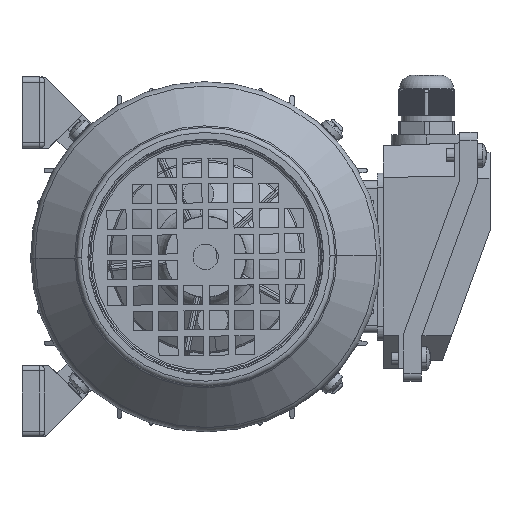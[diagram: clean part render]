
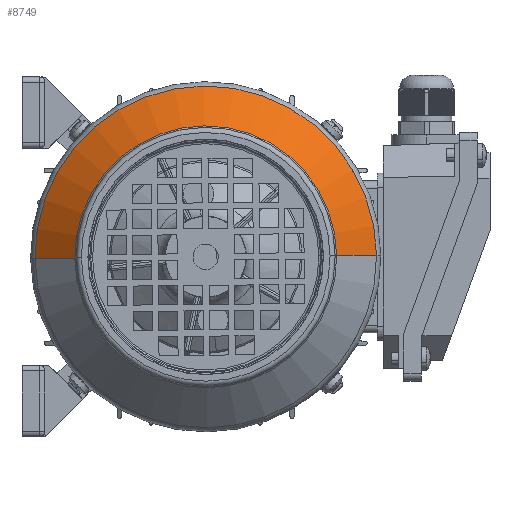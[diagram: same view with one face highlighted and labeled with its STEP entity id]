
A CAD part, left-side view. The second image highlights one B-rep face of the part: STEP entity #8749.
In plain terms, the highlighted conical face has half-angle 45 degrees and reference radius 51.586 mm.
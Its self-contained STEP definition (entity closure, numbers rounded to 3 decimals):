
#8746 = EDGE_CURVE ( 'NONE', #67795, #58567, #71345, .T. ) ;
#8749 = ADVANCED_FACE ( 'NONE', ( #71336 ), #71442, .T. ) ;
#8750 = EDGE_LOOP ( 'NONE', ( #8753, #8754, #8755, #8756 ) ) ;
#8753 = ORIENTED_EDGE ( 'NONE', *, *, #67794, .F. ) ;
#8754 = ORIENTED_EDGE ( 'NONE', *, *, #58435, .T. ) ;
#8755 = ORIENTED_EDGE ( 'NONE', *, *, #58461, .T. ) ;
#8756 = ORIENTED_EDGE ( 'NONE', *, *, #8746, .F. ) ;
#18903 = CARTESIAN_POINT ( 'NONE',  ( 53.713, 0., -67.287 ) ) ;
#18904 = DIRECTION ( 'NONE',  ( -0.707, 0., -0.707 ) ) ;
#18905 = VECTOR ( 'NONE', #18904, 1000. ) ;
#18906 = CARTESIAN_POINT ( 'NONE',  ( 69.414, 0., -51.586 ) ) ;
#18907 = LINE ( 'NONE', #18906, #18905 ) ;
#18915 = CARTESIAN_POINT ( 'NONE',  ( 69.414, 0., -51.586 ) ) ;
#47598 = CARTESIAN_POINT ( 'NONE',  ( 69.414, 0., 51.586 ) ) ;
#47614 = DIRECTION ( 'NONE',  ( 0., 0., 1. ) ) ;
#47617 = DIRECTION ( 'NONE',  ( -1., 0., 0. ) ) ;
#47619 = CARTESIAN_POINT ( 'NONE',  ( 69.414, 0., 0. ) ) ;
#47620 = AXIS2_PLACEMENT_3D ( 'NONE', #47619, #47617, #47614 ) ;
#47621 = CIRCLE ( 'NONE', #47620, 51.586 ) ;
#47799 = DIRECTION ( 'NONE',  ( -0.707, 0., 0.707 ) ) ;
#47800 = VECTOR ( 'NONE', #47799, 1000. ) ;
#47801 = CARTESIAN_POINT ( 'NONE',  ( 69.414, 0., 51.586 ) ) ;
#47802 = LINE ( 'NONE', #47801, #47800 ) ;
#48470 = CARTESIAN_POINT ( 'NONE',  ( 53.713, 0., 67.287 ) ) ;
#58435 = EDGE_CURVE ( 'NONE', #67830, #58437, #47621, .T. ) ;
#58437 = VERTEX_POINT ( 'NONE', #47598 ) ;
#58461 = EDGE_CURVE ( 'NONE', #58437, #58567, #47802, .T. ) ;
#58567 = VERTEX_POINT ( 'NONE', #48470 ) ;
#67794 = EDGE_CURVE ( 'NONE', #67830, #67795, #18907, .T. ) ;
#67795 = VERTEX_POINT ( 'NONE', #18903 ) ;
#67830 = VERTEX_POINT ( 'NONE', #18915 ) ;
#71336 = FACE_OUTER_BOUND ( 'NONE', #8750, .T. ) ;
#71338 = DIRECTION ( 'NONE',  ( 0., 0., 1. ) ) ;
#71340 = DIRECTION ( 'NONE',  ( -1., 0., 0. ) ) ;
#71341 = CARTESIAN_POINT ( 'NONE',  ( 53.713, 0., 0. ) ) ;
#71343 = AXIS2_PLACEMENT_3D ( 'NONE', #71341, #71340, #71338 ) ;
#71345 = CIRCLE ( 'NONE', #71343, 67.287 ) ;
#71435 = DIRECTION ( 'NONE',  ( 0., 0., 1. ) ) ;
#71437 = DIRECTION ( 'NONE',  ( -1., 0., 0. ) ) ;
#71439 = CARTESIAN_POINT ( 'NONE',  ( 69.414, 0., 0. ) ) ;
#71441 = AXIS2_PLACEMENT_3D ( 'NONE', #71439, #71437, #71435 ) ;
#71442 = CONICAL_SURFACE ( 'NONE', #71441, 51.586, 0.785 ) ;
